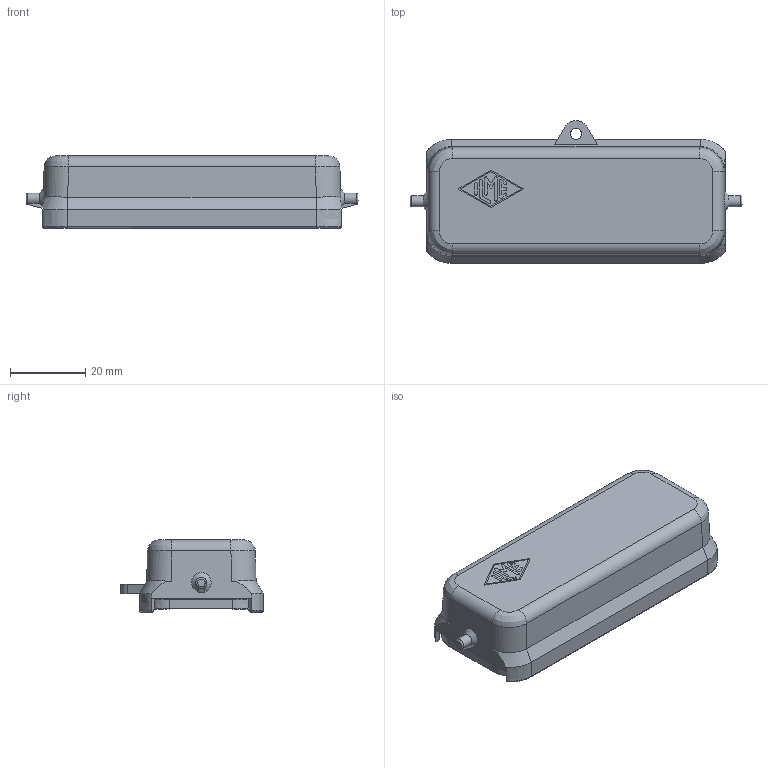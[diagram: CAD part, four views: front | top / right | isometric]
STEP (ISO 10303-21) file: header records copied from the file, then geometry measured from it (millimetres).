
FILE_DESCRIPTION(('Creo Elements/Direct Modeling STEP Export'),'2;1');
FILE_NAME('0lndrp34re6ns674660','2019-06-28T13:31:34',(''),(''),'Creo Elements/Direct Modeling STEP processor for AP214 (Solid Model)','Creo Elements/Direct Modeling 20.1B 02-Apr-2019 (C) Parametric Technology GmbH','');
FILE_SCHEMA(('AUTOMOTIVE_DESIGN { 1 0 10303 214 1 1 1 1 }'));
Length unit declared in the file: millimetre
Products named in the file (2): CZC_25_SL
Assembly tree (1 placements, depth 2):
  CZC_25_SL
    CZC_25_SL
Bounding box: 88.5 x 38 x 19.2 mm (x, y, z)
Volume: 14215.6 mm3; surface area: 13422.4 mm2
Topology: 1 solids, 1 shells, 147 faces, 401 edges, 267 vertices
Faces by surface type: plane 64, cylinder 35, bspline 16, cone 14, torus 10, extrusion 8
Entity records: 8380 total; most frequent: CARTESIAN_POINT 4479, ORIENTED_EDGE 802, DIRECTION 667, EDGE_CURVE 401, VERTEX_POINT 267, AXIS2_PLACEMENT_3D 223, VECTOR 221, LINE 213
